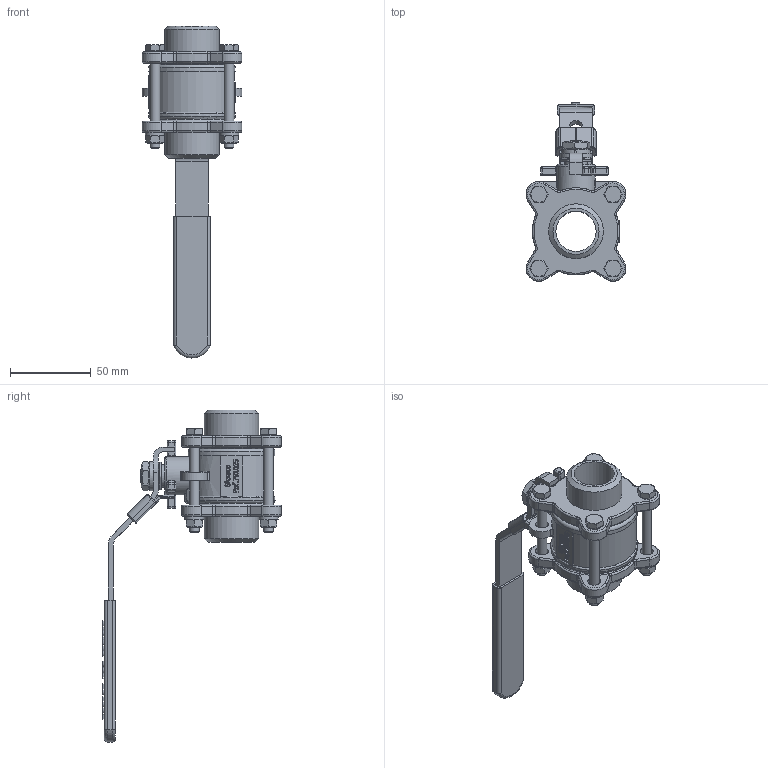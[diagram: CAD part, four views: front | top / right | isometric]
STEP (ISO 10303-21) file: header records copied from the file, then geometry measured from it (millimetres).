
FILE_DESCRIPTION(/* description */ ('791025'),/* implementation_level */ '2;1');
FILE_NAME(/* name */ '791025.stp',/* time_stamp */ '2014-11-17T13:56:33+01:00',/* author */ ('JM'),/* organization */ ('Sferaco'),/* preprocessor_version */ 'ST-DEVELOPER v15.6',/* originating_system */ 'Autodesk Inventor 2015',/* authorisation */ '');
FILE_SCHEMA (('AUTOMOTIVE_DESIGN { 1 0 10303 214 3 1 1 }'));
Products named in the file (1): 791025_bd
Bounding box: 61.96 x 110.97 x 206 mm (x, y, z)
Volume: 150672.6 mm3; surface area: 54301.9 mm2
Topology: 1 solids, 2 shells, 1465 faces, 3796 edges, 2412 vertices
Faces by surface type: plane 648, bspline 412, cylinder 230, torus 110, cone 47, sphere 18
Full cylindrical faces by diameter (mm): 6 x8, 7.6 x1, 8 x10, 10 x4, 14 x1, 24 x1, 25 x1, 34 x2, 54 x1
Entity records: 49350 total; most frequent: CARTESIAN_POINT 15161, ORIENTED_EDGE 7426, DIRECTION 5570, EDGE_CURVE 3712, VERTEX_POINT 2382, LINE 1996, VECTOR 1996, AXIS2_PLACEMENT_3D 1787
